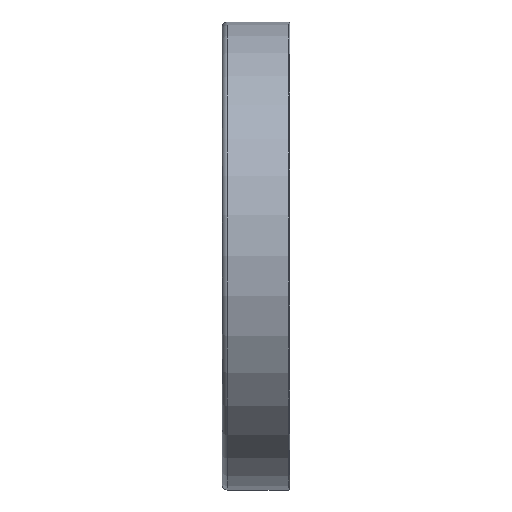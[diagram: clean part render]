
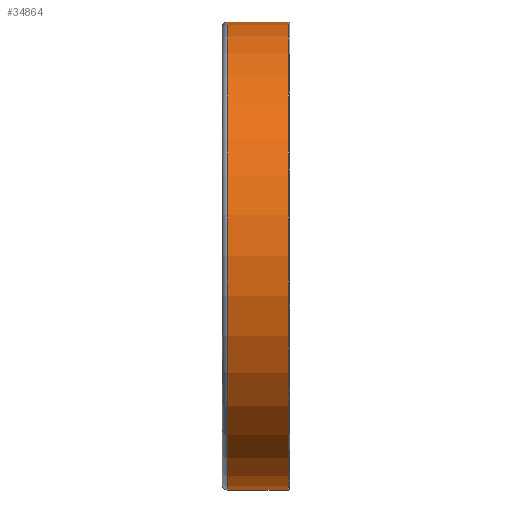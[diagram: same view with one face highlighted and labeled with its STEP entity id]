
A CAD part, top view. The second image highlights one B-rep face of the part: STEP entity #34864.
In plain terms, the highlighted cylindrical face has radius 45 mm (diameter 90 mm), a partial arc.
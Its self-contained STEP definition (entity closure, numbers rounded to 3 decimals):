
#24069=DIRECTION('',(-1.,0.,0.));
#24070=VECTOR('',#24069,11.7);
#24071=CARTESIAN_POINT('',(6.2,45.,0.));
#24072=LINE('',#24071,#24070);
#24076=DIRECTION('',(-1.,0.,0.));
#24077=VECTOR('',#24076,11.7);
#24078=CARTESIAN_POINT('',(6.2,-45.,0.));
#24079=LINE('',#24078,#24077);
#24091=CARTESIAN_POINT('',(6.2,0.,0.));
#24092=DIRECTION('',(1.,0.,0.));
#24093=DIRECTION('',(0.,1.,0.));
#24094=AXIS2_PLACEMENT_3D('',#24091,#24092,#24093);
#24099=CARTESIAN_POINT('',(-5.5,0.,0.));
#24100=DIRECTION('',(1.,0.,0.));
#24101=DIRECTION('',(0.,1.,0.));
#24102=AXIS2_PLACEMENT_3D('',#24099,#24100,#24101);
#31546=CARTESIAN_POINT('',(6.2,45.,0.));
#31547=CARTESIAN_POINT('',(-5.5,45.,0.));
#31548=VERTEX_POINT('',#31546);
#31549=VERTEX_POINT('',#31547);
#31558=CARTESIAN_POINT('',(6.2,-45.,0.));
#31559=CARTESIAN_POINT('',(-5.5,-45.,0.));
#31560=VERTEX_POINT('',#31558);
#31561=VERTEX_POINT('',#31559);
#34852=CARTESIAN_POINT('',(-7.15,0.,0.));
#34853=DIRECTION('',(1.,0.,0.));
#34854=DIRECTION('',(0.,-1.,0.));
#34855=AXIS2_PLACEMENT_3D('',#34852,#34853,#34854);
#34856=CYLINDRICAL_SURFACE('',#34855,45.);
#34857=ORIENTED_EDGE('',*,*,#34842,.F.);
#34858=ORIENTED_EDGE('',*,*,#34819,.T.);
#34859=ORIENTED_EDGE('',*,*,#34846,.T.);
#34861=ORIENTED_EDGE('',*,*,#34860,.F.);
#34862=EDGE_LOOP('',(#34857,#34858,#34859,#34861));
#34863=FACE_OUTER_BOUND('',#34862,.F.);
#24095=CIRCLE('',#24094,45.);
#24103=CIRCLE('',#24102,45.);
#34819=EDGE_CURVE('',#31548,#31560,#24095,.T.);
#34842=EDGE_CURVE('',#31548,#31549,#24072,.T.);
#34846=EDGE_CURVE('',#31560,#31561,#24079,.T.);
#34860=EDGE_CURVE('',#31549,#31561,#24103,.T.);
#34864=ADVANCED_FACE('',(#34863),#34856,.T.);
